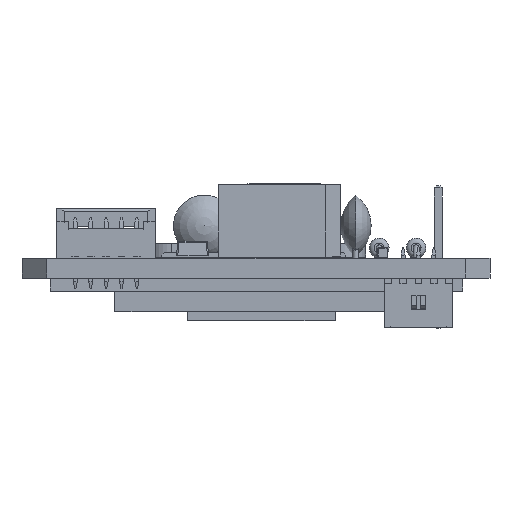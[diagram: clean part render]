
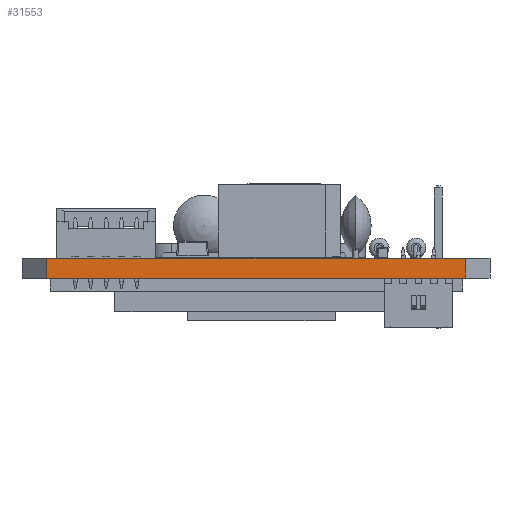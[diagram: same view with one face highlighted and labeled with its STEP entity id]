
A CAD part, front view. The second image highlights one B-rep face of the part: STEP entity #31553.
In plain terms, the highlighted planar face has unit normal (0, -1, 0).
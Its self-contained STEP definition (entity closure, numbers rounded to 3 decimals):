
#30753 = VERTEX_POINT('',#30754);
#30754 = CARTESIAN_POINT('',(17.,-37.564,1.6));
#30760 = EDGE_CURVE('',#30761,#30753,#30763,.T.);
#30761 = VERTEX_POINT('',#30762);
#30762 = CARTESIAN_POINT('',(17.,-37.564,0.));
#30763 = LINE('',#30764,#30765);
#30764 = CARTESIAN_POINT('',(17.,-37.564,0.));
#30765 = VECTOR('',#30766,1.);
#30766 = DIRECTION('',(0.,0.,1.));
#30784 = EDGE_CURVE('',#30761,#30785,#30787,.T.);
#30785 = VERTEX_POINT('',#30786);
#30786 = CARTESIAN_POINT('',(-17.,-37.564,0.));
#30787 = LINE('',#30788,#30789);
#30788 = CARTESIAN_POINT('',(17.,-37.564,0.));
#30789 = VECTOR('',#30790,1.);
#30790 = DIRECTION('',(-1.,0.,0.));
#31163 = EDGE_CURVE('',#30753,#31164,#31166,.T.);
#31164 = VERTEX_POINT('',#31165);
#31165 = CARTESIAN_POINT('',(-17.,-37.564,1.6));
#31166 = LINE('',#31167,#31168);
#31167 = CARTESIAN_POINT('',(17.,-37.564,1.6));
#31168 = VECTOR('',#31169,1.);
#31169 = DIRECTION('',(-1.,0.,0.));
#31553 = ADVANCED_FACE('',(#31554),#31565,.T.);
#31554 = FACE_BOUND('',#31555,.T.);
#31555 = EDGE_LOOP('',(#31556,#31557,#31558,#31564));
#31556 = ORIENTED_EDGE('',*,*,#30760,.T.);
#31557 = ORIENTED_EDGE('',*,*,#31163,.T.);
#31558 = ORIENTED_EDGE('',*,*,#31559,.F.);
#31559 = EDGE_CURVE('',#30785,#31164,#31560,.T.);
#31560 = LINE('',#31561,#31562);
#31561 = CARTESIAN_POINT('',(-17.,-37.564,0.));
#31562 = VECTOR('',#31563,1.);
#31563 = DIRECTION('',(0.,0.,1.));
#31564 = ORIENTED_EDGE('',*,*,#30784,.F.);
#31565 = PLANE('',#31566);
#31566 = AXIS2_PLACEMENT_3D('',#31567,#31568,#31569);
#31567 = CARTESIAN_POINT('',(17.,-37.564,0.));
#31568 = DIRECTION('',(0.,-1.,0.));
#31569 = DIRECTION('',(-1.,0.,0.));
